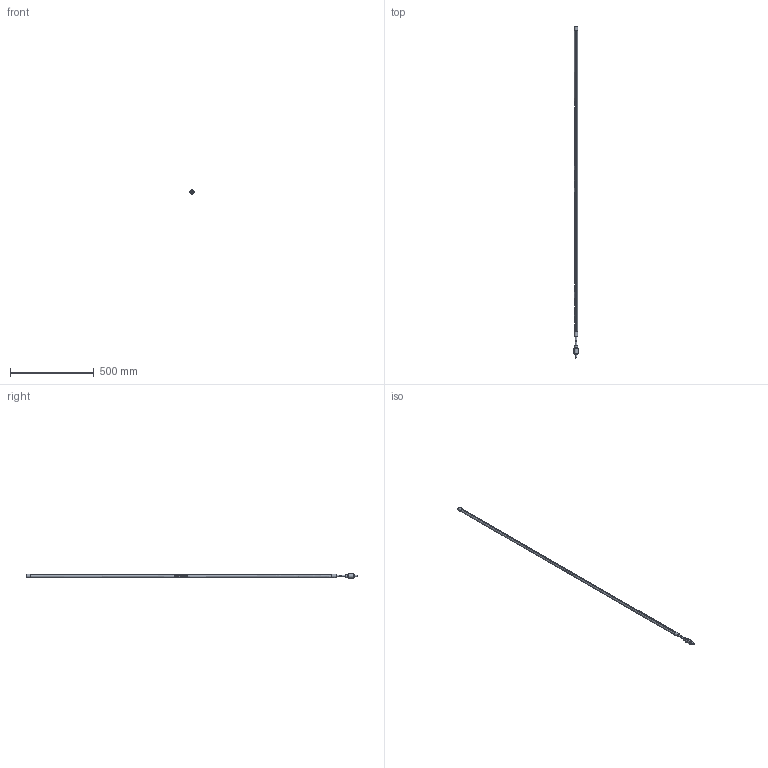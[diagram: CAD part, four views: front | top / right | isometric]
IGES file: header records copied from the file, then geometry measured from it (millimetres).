
Start section: START RECORD GO HERE.
Global section: file name: 73 In.igs; native system: DASSAULT SYSTEMES CATIA V5 R20 - www.3ds.com; preprocessor: CATIA Version 5 Release 20 ; author: DESIGNENG; organization: DESIGNENG; date: 20160209.144228; units: millimetre
Bounding box: 24.99 x 1984.4 x 24.99 mm (x, y, z)
Volume: 483952 mm3; surface area: 122112 mm2
Topology: 2 solids, 2 shells, 672 faces, 1585 edges, 1065 vertices
Faces by surface type: revolution 291, plane 291, extrusion 90
